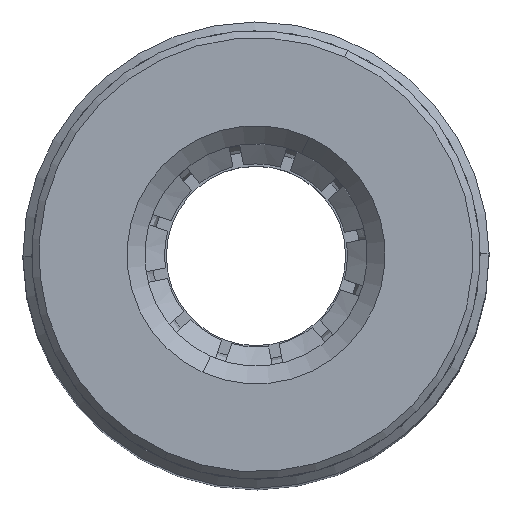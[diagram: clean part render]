
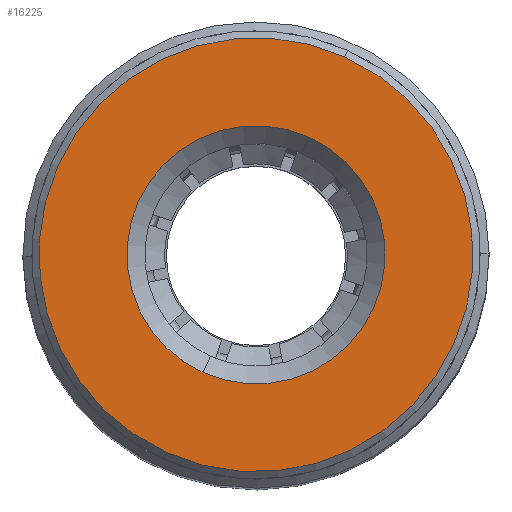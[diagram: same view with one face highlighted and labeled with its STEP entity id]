
A CAD part, top view. The second image highlights one B-rep face of the part: STEP entity #16225.
In plain terms, the highlighted planar face has unit normal (0, 0, 1).
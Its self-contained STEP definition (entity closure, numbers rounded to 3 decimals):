
#181 = DIRECTION ( 'NONE',  ( 0.41, 0.912, 0. ) ) ;
#235 = CIRCLE ( 'NONE', #24774, 6.05 ) ;
#521 = DIRECTION ( 'NONE',  ( 0., 0., 1. ) ) ;
#1168 = ORIENTED_EDGE ( 'NONE', *, *, #3646, .T. ) ;
#1837 = EDGE_CURVE ( 'NONE', #19204, #19016, #17114, .T. ) ;
#2403 = DIRECTION ( 'NONE',  ( 0.41, 0.912, 0. ) ) ;
#3646 = EDGE_CURVE ( 'NONE', #5323, #22193, #25036, .T. ) ;
#4472 = ORIENTED_EDGE ( 'NONE', *, *, #10695, .T. ) ;
#5090 = PLANE ( 'NONE',  #28919 ) ;
#5323 = VERTEX_POINT ( 'NONE', #22674 ) ;
#6382 = EDGE_LOOP ( 'NONE', ( #1168, #4472 ) ) ;
#6500 = AXIS2_PLACEMENT_3D ( 'NONE', #13606, #30056, #15977 ) ;
#7067 = CARTESIAN_POINT ( 'NONE',  ( 6.61, 8.516, 19.126 ) ) ;
#7069 = CARTESIAN_POINT ( 'NONE',  ( 8.086, 11.8, 19.126 ) ) ;
#10069 = CARTESIAN_POINT ( 'NONE',  ( 6.61, 8.516, 19.126 ) ) ;
#10695 = EDGE_CURVE ( 'NONE', #22193, #5323, #16786, .T. ) ;
#11407 = EDGE_CURVE ( 'NONE', #19016, #19204, #235, .T. ) ;
#12187 = AXIS2_PLACEMENT_3D ( 'NONE', #7067, #25868, #2403 ) ;
#12393 = DIRECTION ( 'NONE',  ( -0.41, -0.912, 0. ) ) ;
#13606 = CARTESIAN_POINT ( 'NONE',  ( 6.61, 8.516, 19.126 ) ) ;
#13819 = ORIENTED_EDGE ( 'NONE', *, *, #11407, .T. ) ;
#14154 = DIRECTION ( 'NONE',  ( 0., 0., 1. ) ) ;
#14472 = CARTESIAN_POINT ( 'NONE',  ( 6.61, 8.516, 19.126 ) ) ;
#15075 = CARTESIAN_POINT ( 'NONE',  ( 9.09, 14.034, 19.126 ) ) ;
#15977 = DIRECTION ( 'NONE',  ( -0.41, -0.912, 0. ) ) ;
#16225 = ADVANCED_FACE ( 'NONE', ( #24815, #30330 ), #5090, .T. ) ;
#16786 = CIRCLE ( 'NONE', #6500, 3.6 ) ;
#16867 = DIRECTION ( 'NONE',  ( -0.41, -0.912, 0. ) ) ;
#17114 = CIRCLE ( 'NONE', #12187, 6.05 ) ;
#17718 = AXIS2_PLACEMENT_3D ( 'NONE', #10069, #26494, #12393 ) ;
#18138 = ORIENTED_EDGE ( 'NONE', *, *, #1837, .T. ) ;
#19016 = VERTEX_POINT ( 'NONE', #19018 ) ;
#19018 = CARTESIAN_POINT ( 'NONE',  ( 4.129, 2.998, 19.126 ) ) ;
#19204 = VERTEX_POINT ( 'NONE', #15075 ) ;
#22193 = VERTEX_POINT ( 'NONE', #7069 ) ;
#22674 = CARTESIAN_POINT ( 'NONE',  ( 5.134, 5.233, 19.126 ) ) ;
#24774 = AXIS2_PLACEMENT_3D ( 'NONE', #28278, #14154, #181 ) ;
#24815 = FACE_BOUND ( 'NONE', #6382, .T. ) ;
#25036 = CIRCLE ( 'NONE', #17718, 3.6 ) ;
#25868 = DIRECTION ( 'NONE',  ( 0., 0., 1. ) ) ;
#26494 = DIRECTION ( 'NONE',  ( 0., 0., -1. ) ) ;
#28278 = CARTESIAN_POINT ( 'NONE',  ( 6.61, 8.516, 19.126 ) ) ;
#28919 = AXIS2_PLACEMENT_3D ( 'NONE', #14472, #521, #16867 ) ;
#29668 = EDGE_LOOP ( 'NONE', ( #18138, #13819 ) ) ;
#30056 = DIRECTION ( 'NONE',  ( 0., 0., -1. ) ) ;
#30330 = FACE_OUTER_BOUND ( 'NONE', #29668, .T. ) ;
